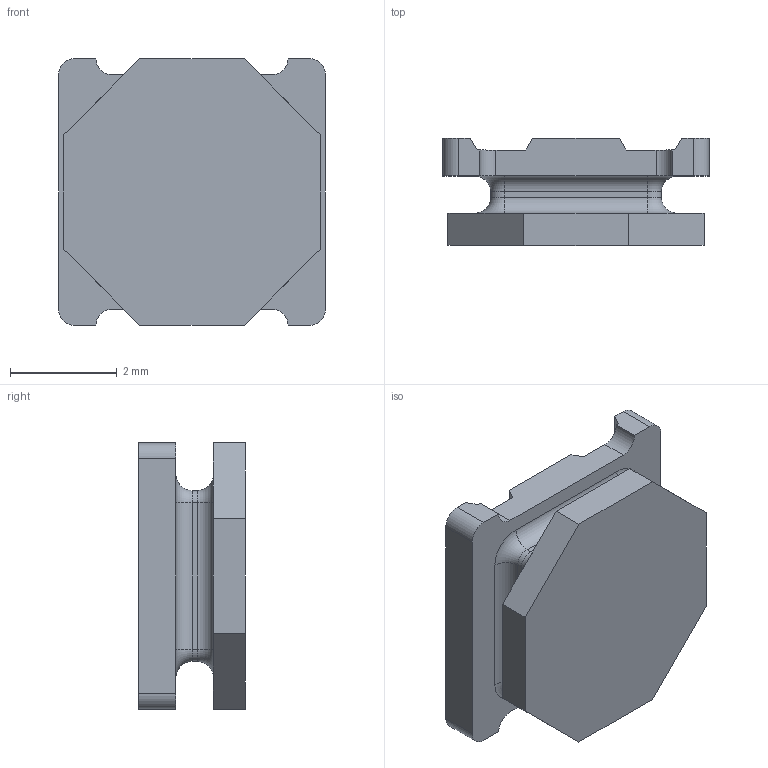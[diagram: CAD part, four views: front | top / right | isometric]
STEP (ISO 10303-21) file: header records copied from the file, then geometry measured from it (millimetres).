
FILE_DESCRIPTION((''),'2;1');
FILE_NAME('SRN5020','2012-12-19T',('ryans'),('Bourns, Inc.'),'PRO/ENGINEER BY PARAMETRIC TECHNOLOGY CORPORATION, 2012230','PRO/ENGINEER BY PARAMETRIC TECHNOLOGY CORPORATION, 2012230','');
FILE_SCHEMA(('CONFIG_CONTROL_DESIGN'));
Length unit declared in the file: millimetre
Products named in the file (1): SRN5020
Bounding box: 5 x 2 x 5 mm (x, y, z)
Volume: 33.6 mm3; surface area: 95.9 mm2
Topology: 1 solids, 1 shells, 63 faces, 164 edges, 104 vertices
Faces by surface type: plane 35, cylinder 20, torus 8
Entity records: 2040 total; most frequent: CARTESIAN_POINT 443, ORIENTED_EDGE 328, DIRECTION 322, EDGE_CURVE 164, VECTOR 108, LINE 108, AXIS2_PLACEMENT_3D 107, VERTEX_POINT 104
